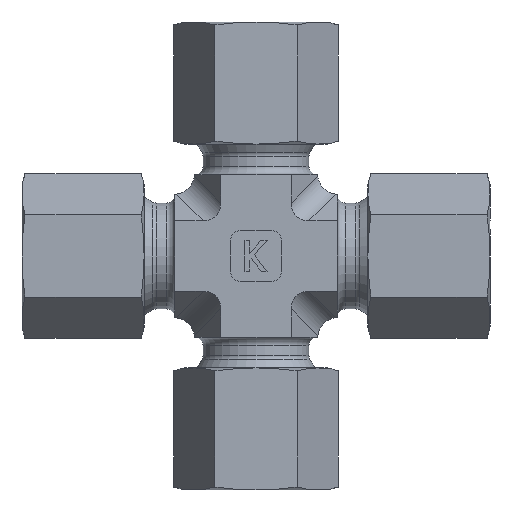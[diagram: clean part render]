
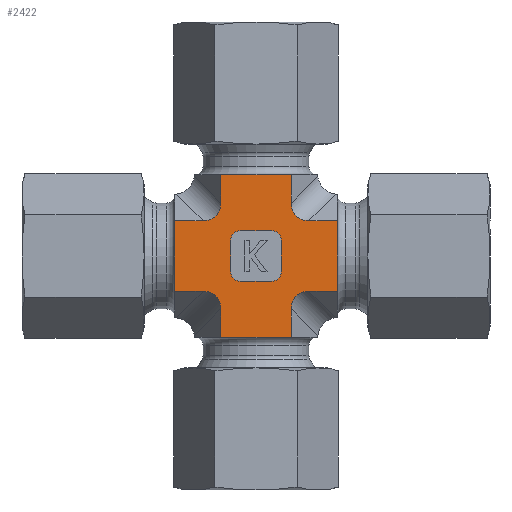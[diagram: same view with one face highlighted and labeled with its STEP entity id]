
A CAD part, left-side view. The second image highlights one B-rep face of the part: STEP entity #2422.
In plain terms, the highlighted planar face has unit normal (-1, 0, 0).
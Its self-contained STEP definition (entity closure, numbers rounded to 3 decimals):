
#364=CARTESIAN_POINT('',(-25.685,17.544,11.));
#365=VERTEX_POINT('',#364);
#489=CARTESIAN_POINT('',(-25.685,9.544,19.0));
#490=VERTEX_POINT('',#489);
#861=CARTESIAN_POINT('',(-25.685,9.544,3.));
#862=VERTEX_POINT('',#861);
#969=CARTESIAN_POINT('',(-25.685,13.008,3.));
#970=VERTEX_POINT('',#969);
#971=CARTESIAN_POINT('',(-25.685,13.008,3.));
#972=DIRECTION('',(0.0,-1.0,0.0));
#973=VECTOR('',#972,3.464);
#974=LINE('',#971,#973);
#975=EDGE_CURVE('',#970,#862,#974,.T.);
#992=CARTESIAN_POINT('',(-25.685,6.08,3.));
#993=VERTEX_POINT('',#992);
#1000=CARTESIAN_POINT('',(-25.685,9.544,3.));
#1001=DIRECTION('',(0.0,-1.0,0.0));
#1002=VECTOR('',#1001,3.464);
#1003=LINE('',#1000,#1002);
#1004=EDGE_CURVE('',#862,#993,#1003,.T.);
#1200=CARTESIAN_POINT('',(-25.685,17.544,14.464));
#1201=VERTEX_POINT('',#1200);
#1209=CARTESIAN_POINT('',(-25.685,17.544,14.464));
#1210=DIRECTION('',(0.0,0.0,-1.0));
#1211=VECTOR('',#1210,3.464);
#1212=LINE('',#1209,#1211);
#1213=EDGE_CURVE('',#1201,#365,#1212,.T.);
#1223=CARTESIAN_POINT('',(-25.685,17.544,7.536));
#1224=VERTEX_POINT('',#1223);
#1225=CARTESIAN_POINT('',(-25.685,17.544,11.));
#1226=DIRECTION('',(0.0,0.0,-1.0));
#1227=VECTOR('',#1226,3.464);
#1228=LINE('',#1225,#1227);
#1229=EDGE_CURVE('',#365,#1224,#1228,.T.);
#1354=CARTESIAN_POINT('',(-25.685,6.08,19.0));
#1355=VERTEX_POINT('',#1354);
#1363=CARTESIAN_POINT('',(-25.685,6.08,19.0));
#1364=DIRECTION('',(0.0,1.0,0.0));
#1365=VECTOR('',#1364,3.464);
#1366=LINE('',#1363,#1365);
#1367=EDGE_CURVE('',#1355,#490,#1366,.T.);
#1377=CARTESIAN_POINT('',(-25.685,13.008,19.0));
#1378=VERTEX_POINT('',#1377);
#1379=CARTESIAN_POINT('',(-25.685,9.544,19.0));
#1380=DIRECTION('',(0.0,1.0,0.0));
#1381=VECTOR('',#1380,3.464);
#1382=LINE('',#1379,#1381);
#1383=EDGE_CURVE('',#490,#1378,#1382,.T.);
#1529=CARTESIAN_POINT('',(-25.685,14.74,14.464));
#1530=VERTEX_POINT('',#1529);
#1531=CARTESIAN_POINT('',(-25.685,17.544,14.464));
#1532=DIRECTION('',(0.0,-1.0,0.0));
#1533=VECTOR('',#1532,2.804);
#1534=LINE('',#1531,#1533);
#1535=EDGE_CURVE('',#1201,#1530,#1534,.T.);
#1571=CARTESIAN_POINT('',(-25.685,14.74,7.536));
#1572=VERTEX_POINT('',#1571);
#1579=CARTESIAN_POINT('',(-25.685,14.74,7.536));
#1580=DIRECTION('',(0.0,1.0,0.0));
#1581=VECTOR('',#1580,2.804);
#1582=LINE('',#1579,#1581);
#1583=EDGE_CURVE('',#1572,#1224,#1582,.T.);
#1664=CARTESIAN_POINT('',(-25.685,6.08,16.196));
#1665=VERTEX_POINT('',#1664);
#1666=CARTESIAN_POINT('',(-25.685,6.08,19.0));
#1667=DIRECTION('',(0.0,0.0,-1.0));
#1668=VECTOR('',#1667,2.804);
#1669=LINE('',#1666,#1668);
#1670=EDGE_CURVE('',#1355,#1665,#1669,.T.);
#1808=CARTESIAN_POINT('',(-25.685,13.008,16.196));
#1809=VERTEX_POINT('',#1808);
#1816=CARTESIAN_POINT('',(-25.685,13.008,19.0));
#1817=DIRECTION('',(0.0,0.0,-1.0));
#1818=VECTOR('',#1817,2.804);
#1819=LINE('',#1816,#1818);
#1820=EDGE_CURVE('',#1378,#1809,#1819,.T.);
#2063=CARTESIAN_POINT('',(-25.685,1.544,11.));
#2064=VERTEX_POINT('',#2063);
#2214=CARTESIAN_POINT('',(-25.685,1.544,7.536));
#2215=VERTEX_POINT('',#2214);
#2223=CARTESIAN_POINT('',(-25.685,1.544,7.536));
#2224=DIRECTION('',(0.0,0.0,1.0));
#2225=VECTOR('',#2224,3.464);
#2226=LINE('',#2223,#2225);
#2227=EDGE_CURVE('',#2215,#2064,#2226,.T.);
#2237=CARTESIAN_POINT('',(-25.685,1.544,14.464));
#2238=VERTEX_POINT('',#2237);
#2239=CARTESIAN_POINT('',(-25.685,1.544,11.));
#2240=DIRECTION('',(0.0,0.0,1.0));
#2241=VECTOR('',#2240,3.464);
#2242=LINE('',#2239,#2241);
#2243=EDGE_CURVE('',#2064,#2238,#2242,.T.);
#2262=CARTESIAN_POINT('',(-25.685,4.348,7.536));
#2263=VERTEX_POINT('',#2262);
#2264=CARTESIAN_POINT('',(-25.685,1.544,7.536));
#2265=DIRECTION('',(0.0,1.0,0.0));
#2266=VECTOR('',#2265,2.804);
#2267=LINE('',#2264,#2266);
#2268=EDGE_CURVE('',#2215,#2263,#2267,.T.);
#2280=CARTESIAN_POINT('',(-25.685,6.08,0.0));
#2281=DIRECTION('',(-1.0,0.0,0.0));
#2282=DIRECTION('',(0.0,0.0,1.0));
#2283=AXIS2_PLACEMENT_3D('',#2280,#2281,#2282);
#2284=PLANE('',#2283);
#2285=ORIENTED_EDGE('',*,*,#1004,.T.);
#2286=CARTESIAN_POINT('',(-25.685,6.08,5.804));
#2287=VERTEX_POINT('',#2286);
#2288=CARTESIAN_POINT('',(-25.685,6.08,3.));
#2289=DIRECTION('',(0.0,0.0,1.0));
#2290=VECTOR('',#2289,2.804);
#2291=LINE('',#2288,#2290);
#2292=EDGE_CURVE('',#993,#2287,#2291,.T.);
#2293=ORIENTED_EDGE('',*,*,#2292,.T.);
#2294=CARTESIAN_POINT('',(-25.685,3.77,5.226));
#2295=DIRECTION('',(-1.0,0.,0.));
#2296=DIRECTION('',(0.,0.707,0.707));
#2297=AXIS2_PLACEMENT_3D('',#2294,#2295,#2296);
#2298=ELLIPSE('',#2297,2.582,2.0);
#2299=EDGE_CURVE('',#2263,#2287,#2298,.T.);
#2300=ORIENTED_EDGE('',*,*,#2299,.F.);
#2301=ORIENTED_EDGE('',*,*,#2268,.F.);
#2302=ORIENTED_EDGE('',*,*,#2227,.T.);
#2303=ORIENTED_EDGE('',*,*,#2243,.T.);
#2304=CARTESIAN_POINT('',(-25.685,4.348,14.464));
#2305=VERTEX_POINT('',#2304);
#2306=CARTESIAN_POINT('',(-25.685,1.544,14.464));
#2307=DIRECTION('',(0.0,1.0,0.0));
#2308=VECTOR('',#2307,2.804);
#2309=LINE('',#2306,#2308);
#2310=EDGE_CURVE('',#2238,#2305,#2309,.T.);
#2311=ORIENTED_EDGE('',*,*,#2310,.T.);
#2312=CARTESIAN_POINT('',(-25.685,3.77,16.774));
#2313=DIRECTION('',(-1.0,0.,0.));
#2314=DIRECTION('',(0.,0.707,-0.707));
#2315=AXIS2_PLACEMENT_3D('',#2312,#2313,#2314);
#2316=ELLIPSE('',#2315,2.582,2.0);
#2317=EDGE_CURVE('',#1665,#2305,#2316,.T.);
#2318=ORIENTED_EDGE('',*,*,#2317,.F.);
#2319=ORIENTED_EDGE('',*,*,#1670,.F.);
#2320=ORIENTED_EDGE('',*,*,#1367,.T.);
#2321=ORIENTED_EDGE('',*,*,#1383,.T.);
#2322=ORIENTED_EDGE('',*,*,#1820,.T.);
#2323=CARTESIAN_POINT('',(-25.685,15.317,16.774));
#2324=DIRECTION('',(-1.0,0.,0.));
#2325=DIRECTION('',(0.,-0.707,-0.707));
#2326=AXIS2_PLACEMENT_3D('',#2323,#2324,#2325);
#2327=ELLIPSE('',#2326,2.582,2.0);
#2328=EDGE_CURVE('',#1530,#1809,#2327,.T.);
#2329=ORIENTED_EDGE('',*,*,#2328,.F.);
#2330=ORIENTED_EDGE('',*,*,#1535,.F.);
#2331=ORIENTED_EDGE('',*,*,#1213,.T.);
#2332=ORIENTED_EDGE('',*,*,#1229,.T.);
#2333=ORIENTED_EDGE('',*,*,#1583,.F.);
#2334=CARTESIAN_POINT('',(-25.685,13.008,5.804));
#2335=VERTEX_POINT('',#2334);
#2336=CARTESIAN_POINT('',(-25.685,15.317,5.226));
#2337=DIRECTION('',(-1.0,0.,0.));
#2338=DIRECTION('',(0.,-0.707,0.707));
#2339=AXIS2_PLACEMENT_3D('',#2336,#2337,#2338);
#2340=ELLIPSE('',#2339,2.582,2.0);
#2341=EDGE_CURVE('',#2335,#1572,#2340,.T.);
#2342=ORIENTED_EDGE('',*,*,#2341,.F.);
#2343=CARTESIAN_POINT('',(-25.685,13.008,3.));
#2344=DIRECTION('',(0.0,0.0,1.0));
#2345=VECTOR('',#2344,2.804);
#2346=LINE('',#2343,#2345);
#2347=EDGE_CURVE('',#970,#2335,#2346,.T.);
#2348=ORIENTED_EDGE('',*,*,#2347,.F.);
#2349=ORIENTED_EDGE('',*,*,#975,.T.);
#2350=EDGE_LOOP('',(#2285,#2293,#2300,#2301,#2302,#2303,#2311,#2318,#2319,#2320,#2321,#2322,#2329,#2330,#2331,#2332,#2333,#2342,#2348,#2349));
#2351=FACE_OUTER_BOUND('',#2350,.T.);
#2352=CARTESIAN_POINT('',(-25.685,11.044,13.5));
#2353=VERTEX_POINT('',#2352);
#2354=CARTESIAN_POINT('',(-25.685,8.044,13.5));
#2355=VERTEX_POINT('',#2354);
#2356=CARTESIAN_POINT('',(-25.685,11.044,13.5));
#2357=DIRECTION('',(0.0,-1.0,0.0));
#2358=VECTOR('',#2357,3.);
#2359=LINE('',#2356,#2358);
#2360=EDGE_CURVE('',#2353,#2355,#2359,.T.);
#2361=ORIENTED_EDGE('',*,*,#2360,.T.);
#2362=CARTESIAN_POINT('',(-25.685,7.044,12.5));
#2363=VERTEX_POINT('',#2362);
#2364=CARTESIAN_POINT('',(-25.685,8.044,12.5));
#2365=DIRECTION('',(-1.0,0.0,0.0));
#2366=DIRECTION('',(0.0,-0.707,0.707));
#2367=AXIS2_PLACEMENT_3D('',#2364,#2365,#2366);
#2368=CIRCLE('',#2367,1.0);
#2369=EDGE_CURVE('',#2363,#2355,#2368,.T.);
#2370=ORIENTED_EDGE('',*,*,#2369,.F.);
#2371=CARTESIAN_POINT('',(-25.685,7.044,9.5));
#2372=VERTEX_POINT('',#2371);
#2373=CARTESIAN_POINT('',(-25.685,7.044,12.5));
#2374=DIRECTION('',(0.0,0.0,-1.0));
#2375=VECTOR('',#2374,3.);
#2376=LINE('',#2373,#2375);
#2377=EDGE_CURVE('',#2363,#2372,#2376,.T.);
#2378=ORIENTED_EDGE('',*,*,#2377,.T.);
#2379=CARTESIAN_POINT('',(-25.685,8.044,8.5));
#2380=VERTEX_POINT('',#2379);
#2381=CARTESIAN_POINT('',(-25.685,8.044,9.5));
#2382=DIRECTION('',(-1.0,0.0,0.0));
#2383=DIRECTION('',(0.0,-0.707,-0.707));
#2384=AXIS2_PLACEMENT_3D('',#2381,#2382,#2383);
#2385=CIRCLE('',#2384,1.0);
#2386=EDGE_CURVE('',#2380,#2372,#2385,.T.);
#2387=ORIENTED_EDGE('',*,*,#2386,.F.);
#2388=CARTESIAN_POINT('',(-25.685,11.044,8.5));
#2389=VERTEX_POINT('',#2388);
#2390=CARTESIAN_POINT('',(-25.685,8.044,8.5));
#2391=DIRECTION('',(0.0,1.0,0.0));
#2392=VECTOR('',#2391,3.);
#2393=LINE('',#2390,#2392);
#2394=EDGE_CURVE('',#2380,#2389,#2393,.T.);
#2395=ORIENTED_EDGE('',*,*,#2394,.T.);
#2396=CARTESIAN_POINT('',(-25.685,12.044,9.5));
#2397=VERTEX_POINT('',#2396);
#2398=CARTESIAN_POINT('',(-25.685,11.044,9.5));
#2399=DIRECTION('',(-1.0,0.0,0.0));
#2400=DIRECTION('',(0.0,0.707,-0.707));
#2401=AXIS2_PLACEMENT_3D('',#2398,#2399,#2400);
#2402=CIRCLE('',#2401,1.0);
#2403=EDGE_CURVE('',#2397,#2389,#2402,.T.);
#2404=ORIENTED_EDGE('',*,*,#2403,.F.);
#2405=CARTESIAN_POINT('',(-25.685,12.044,12.5));
#2406=VERTEX_POINT('',#2405);
#2407=CARTESIAN_POINT('',(-25.685,12.044,9.5));
#2408=DIRECTION('',(0.0,0.0,1.0));
#2409=VECTOR('',#2408,3.);
#2410=LINE('',#2407,#2409);
#2411=EDGE_CURVE('',#2397,#2406,#2410,.T.);
#2412=ORIENTED_EDGE('',*,*,#2411,.T.);
#2413=CARTESIAN_POINT('',(-25.685,11.044,12.5));
#2414=DIRECTION('',(-1.0,0.0,0.0));
#2415=DIRECTION('',(0.0,0.707,0.707));
#2416=AXIS2_PLACEMENT_3D('',#2413,#2414,#2415);
#2417=CIRCLE('',#2416,1.0);
#2418=EDGE_CURVE('',#2353,#2406,#2417,.T.);
#2419=ORIENTED_EDGE('',*,*,#2418,.F.);
#2420=EDGE_LOOP('',(#2361,#2370,#2378,#2387,#2395,#2404,#2412,#2419));
#2421=FACE_BOUND('',#2420,.T.);
#2422=ADVANCED_FACE('',(#2351,#2421),#2284,.T.);
